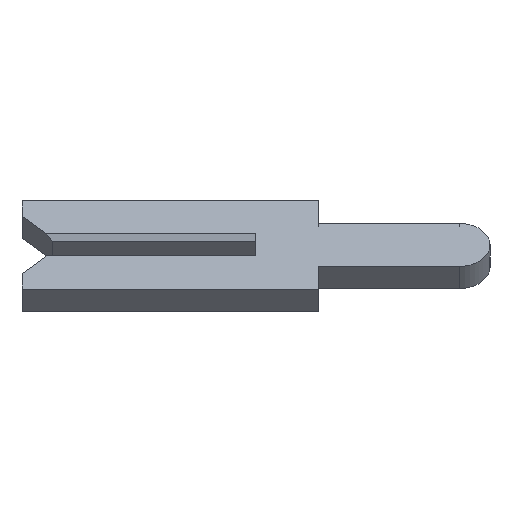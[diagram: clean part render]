
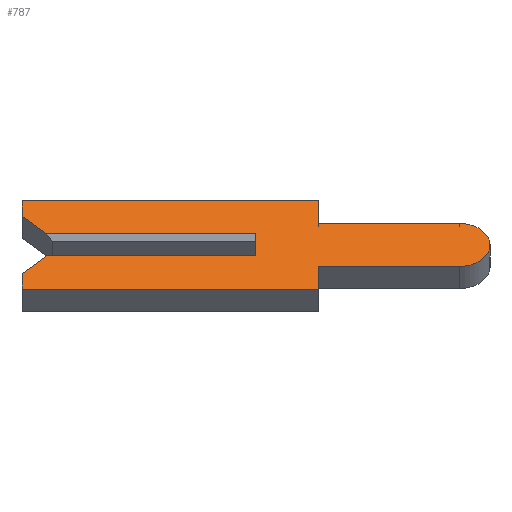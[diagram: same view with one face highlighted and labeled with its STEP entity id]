
A CAD part, left-side view. The second image highlights one B-rep face of the part: STEP entity #787.
In plain terms, the highlighted face is planar.
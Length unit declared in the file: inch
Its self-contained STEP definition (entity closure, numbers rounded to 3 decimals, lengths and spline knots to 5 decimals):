
#7 = CARTESIAN_POINT ( 'NONE',  ( -0.01, -0.04, 0.04 ) ) ;
#20 = PLANE ( 'NONE',  #942 ) ;
#23 = DIRECTION ( 'NONE',  ( 0., 0., 1. ) ) ;
#32 = EDGE_CURVE ( 'NONE', #861, #387, #484, .T. ) ;
#42 = ORIENTED_EDGE ( 'NONE', *, *, #422, .F. ) ;
#50 = DIRECTION ( 'NONE',  ( 0., -1., 0. ) ) ;
#59 = EDGE_CURVE ( 'NONE', #662, #523, #794, .T. ) ;
#75 = DIRECTION ( 'NONE',  ( 0., 0., 1. ) ) ;
#80 = DIRECTION ( 'NONE',  ( 0., 0., 1. ) ) ;
#84 = ORIENTED_EDGE ( 'NONE', *, *, #774, .T. ) ;
#88 = CARTESIAN_POINT ( 'NONE',  ( -0.01, -0.04, 0.04 ) ) ;
#90 = EDGE_CURVE ( 'NONE', #523, #203, #970, .T. ) ;
#95 = LINE ( 'NONE', #741, #313 ) ;
#110 = EDGE_CURVE ( 'NONE', #374, #1007, #373, .T. ) ;
#116 = CARTESIAN_POINT ( 'NONE',  ( -0.01, 0.134, -0.01 ) ) ;
#140 = CARTESIAN_POINT ( 'NONE',  ( -0.01, 0.15, 0.026 ) ) ;
#150 = ORIENTED_EDGE ( 'NONE', *, *, #567, .F. ) ;
#161 = VECTOR ( 'NONE', #972, 39.37008 ) ;
#167 = VECTOR ( 'NONE', #50, 39.37008 ) ;
#191 = VERTEX_POINT ( 'NONE', #920 ) ;
#196 = CARTESIAN_POINT ( 'NONE',  ( -0.01, -0.1305, 0. ) ) ;
#202 = VERTEX_POINT ( 'NONE', #320 ) ;
#203 = VERTEX_POINT ( 'NONE', #878 ) ;
#208 = DIRECTION ( 'NONE',  ( 0., -1., 0. ) ) ;
#218 = ORIENTED_EDGE ( 'NONE', *, *, #90, .F. ) ;
#234 = EDGE_CURVE ( 'NONE', #535, #662, #808, .T. ) ;
#246 = VECTOR ( 'NONE', #23, 39.37008 ) ;
#247 = DIRECTION ( 'NONE',  ( 0., -0.707, 0.707 ) ) ;
#250 = VECTOR ( 'NONE', #290, 39.37008 ) ;
#258 = VECTOR ( 'NONE', #75, 39.37008 ) ;
#265 = EDGE_CURVE ( 'NONE', #952, #745, #388, .T. ) ;
#271 = EDGE_CURVE ( 'NONE', #1007, #861, #985, .T. ) ;
#273 = ORIENTED_EDGE ( 'NONE', *, *, #110, .F. ) ;
#283 = CARTESIAN_POINT ( 'NONE',  ( -0.01, -0.04, -0.0195 ) ) ;
#290 = DIRECTION ( 'NONE',  ( 0., 1., 0. ) ) ;
#304 = VECTOR ( 'NONE', #208, 39.37008 ) ;
#312 = VECTOR ( 'NONE', #892, 39.37008 ) ;
#313 = VECTOR ( 'NONE', #247, 39.37008 ) ;
#320 = CARTESIAN_POINT ( 'NONE',  ( -0.01, 0.15, -0.04 ) ) ;
#329 = VERTEX_POINT ( 'NONE', #938 ) ;
#340 = CARTESIAN_POINT ( 'NONE',  ( -0.01, 0.134, 0.01 ) ) ;
#341 = EDGE_CURVE ( 'NONE', #202, #191, #708, .T. ) ;
#344 = DIRECTION ( 'NONE',  ( 0., 0., -1. ) ) ;
#354 = CARTESIAN_POINT ( 'NONE',  ( -0.01, 0., 0.0065 ) ) ;
#357 = VECTOR ( 'NONE', #828, 39.37008 ) ;
#373 = LINE ( 'NONE', #833, #768 ) ;
#374 = VERTEX_POINT ( 'NONE', #340 ) ;
#384 = LINE ( 'NONE', #354, #246 ) ;
#387 = VERTEX_POINT ( 'NONE', #88 ) ;
#388 = LINE ( 'NONE', #557, #167 ) ;
#411 = ORIENTED_EDGE ( 'NONE', *, *, #341, .F. ) ;
#422 = EDGE_CURVE ( 'NONE', #387, #535, #545, .T. ) ;
#425 = EDGE_CURVE ( 'NONE', #191, #952, #95, .T. ) ;
#439 = DIRECTION ( 'NONE',  ( 0., 0., -1. ) ) ;
#484 = LINE ( 'NONE', #980, #304 ) ;
#501 = CARTESIAN_POINT ( 'NONE',  ( -0.01, -0.04, -0.04 ) ) ;
#512 = CARTESIAN_POINT ( 'NONE',  ( -0.01, 0.15, -0.04 ) ) ;
#516 = CARTESIAN_POINT ( 'NONE',  ( -0.01, -0.04, -0.04 ) ) ;
#523 = VERTEX_POINT ( 'NONE', #571 ) ;
#524 = ORIENTED_EDGE ( 'NONE', *, *, #425, .F. ) ;
#531 = CARTESIAN_POINT ( 'NONE',  ( -0.01, 0.15, 0.04 ) ) ;
#535 = VERTEX_POINT ( 'NONE', #582 ) ;
#545 = LINE ( 'NONE', #7, #674 ) ;
#557 = CARTESIAN_POINT ( 'NONE',  ( -0.01, -0.1305, -0.01 ) ) ;
#567 = EDGE_CURVE ( 'NONE', #203, #825, #574, .T. ) ;
#571 = CARTESIAN_POINT ( 'NONE',  ( -0.01, -0.1305, -0.0195 ) ) ;
#574 = LINE ( 'NONE', #516, #312 ) ;
#578 = VECTOR ( 'NONE', #80, 39.37008 ) ;
#582 = CARTESIAN_POINT ( 'NONE',  ( -0.01, -0.04, 0.0195 ) ) ;
#586 = CARTESIAN_POINT ( 'NONE',  ( -0.01, -0.1305, 0. ) ) ;
#598 = VECTOR ( 'NONE', #798, 39.37008 ) ;
#604 = DIRECTION ( 'NONE',  ( 0., 0.707, 0.707 ) ) ;
#617 = LINE ( 'NONE', #512, #357 ) ;
#645 = LINE ( 'NONE', #824, #161 ) ;
#662 = VERTEX_POINT ( 'NONE', #979 ) ;
#674 = VECTOR ( 'NONE', #344, 39.37008 ) ;
#675 = EDGE_CURVE ( 'NONE', #745, #329, #384, .T. ) ;
#694 = CARTESIAN_POINT ( 'NONE',  ( -0.01, 0.15, 0.026 ) ) ;
#708 = LINE ( 'NONE', #943, #258 ) ;
#741 = CARTESIAN_POINT ( 'NONE',  ( -0.01, 0.1305, -0.0065 ) ) ;
#745 = VERTEX_POINT ( 'NONE', #901 ) ;
#747 = EDGE_CURVE ( 'NONE', #825, #202, #617, .T. ) ;
#768 = VECTOR ( 'NONE', #604, 39.37008 ) ;
#774 = EDGE_CURVE ( 'NONE', #374, #329, #645, .T. ) ;
#787 = ADVANCED_FACE ( 'NONE', ( #802 ), #20, .F. ) ;
#794 = CIRCLE ( 'NONE', #810, 0.0195 ) ;
#795 = CARTESIAN_POINT ( 'NONE',  ( -0.01, -0.04, 0.0195 ) ) ;
#798 = DIRECTION ( 'NONE',  ( 0., -1., 0. ) ) ;
#802 = FACE_OUTER_BOUND ( 'NONE', #875, .T. ) ;
#806 = ORIENTED_EDGE ( 'NONE', *, *, #32, .F. ) ;
#808 = LINE ( 'NONE', #795, #598 ) ;
#810 = AXIS2_PLACEMENT_3D ( 'NONE', #196, #997, #439 ) ;
#824 = CARTESIAN_POINT ( 'NONE',  ( -0.01, 0.15, 0.01 ) ) ;
#825 = VERTEX_POINT ( 'NONE', #501 ) ;
#826 = ORIENTED_EDGE ( 'NONE', *, *, #59, .F. ) ;
#828 = DIRECTION ( 'NONE',  ( 0., 1., 0. ) ) ;
#833 = CARTESIAN_POINT ( 'NONE',  ( -0.01, 0.1305, 0.0065 ) ) ;
#861 = VERTEX_POINT ( 'NONE', #531 ) ;
#875 = EDGE_LOOP ( 'NONE', ( #84, #933, #935, #524, #411, #953, #150, #218, #826, #887, #42, #806, #969, #273 ) ) ;
#878 = CARTESIAN_POINT ( 'NONE',  ( -0.01, -0.04, -0.0195 ) ) ;
#887 = ORIENTED_EDGE ( 'NONE', *, *, #234, .F. ) ;
#892 = DIRECTION ( 'NONE',  ( 0., 0., -1. ) ) ;
#901 = CARTESIAN_POINT ( 'NONE',  ( -0.01, 0., -0.01 ) ) ;
#916 = DIRECTION ( 'NONE',  ( 1., 0., 0. ) ) ;
#920 = CARTESIAN_POINT ( 'NONE',  ( -0.01, 0.15, -0.026 ) ) ;
#933 = ORIENTED_EDGE ( 'NONE', *, *, #675, .F. ) ;
#935 = ORIENTED_EDGE ( 'NONE', *, *, #265, .F. ) ;
#938 = CARTESIAN_POINT ( 'NONE',  ( -0.01, 0., 0.01 ) ) ;
#942 = AXIS2_PLACEMENT_3D ( 'NONE', #586, #916, #984 ) ;
#943 = CARTESIAN_POINT ( 'NONE',  ( -0.01, 0.15, -0.026 ) ) ;
#952 = VERTEX_POINT ( 'NONE', #116 ) ;
#953 = ORIENTED_EDGE ( 'NONE', *, *, #747, .F. ) ;
#969 = ORIENTED_EDGE ( 'NONE', *, *, #271, .F. ) ;
#970 = LINE ( 'NONE', #283, #250 ) ;
#972 = DIRECTION ( 'NONE',  ( 0., -1., 0. ) ) ;
#979 = CARTESIAN_POINT ( 'NONE',  ( -0.01, -0.1305, 0.0195 ) ) ;
#980 = CARTESIAN_POINT ( 'NONE',  ( -0.01, 0.15, 0.04 ) ) ;
#984 = DIRECTION ( 'NONE',  ( 0., 0., -1. ) ) ;
#985 = LINE ( 'NONE', #140, #578 ) ;
#997 = DIRECTION ( 'NONE',  ( 1., 0., 0. ) ) ;
#1007 = VERTEX_POINT ( 'NONE', #694 ) ;
